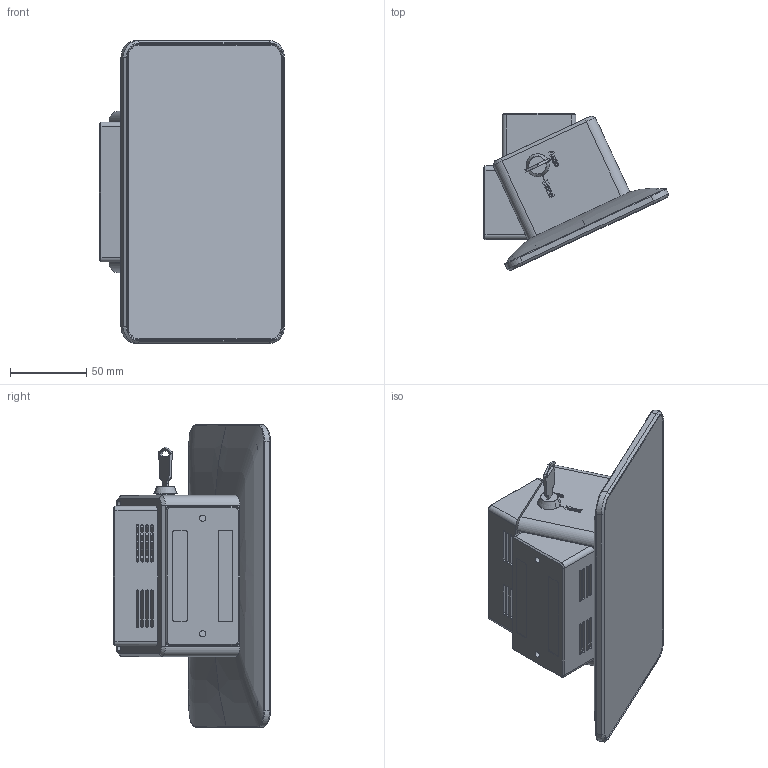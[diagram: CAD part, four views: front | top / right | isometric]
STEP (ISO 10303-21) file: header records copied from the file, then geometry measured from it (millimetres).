
FILE_DESCRIPTION (( 'STEP AP214' ), '1' );
FILE_NAME ('Central Unit 2023.STEP', '2023-02-24T07:45:31', ( 'admin' ), ( '' ), 'SwSTEP 2.0', 'SolidWorks 2021', '' );
FILE_SCHEMA (( 'AUTOMOTIVE_DESIGN' ));
Length unit declared in the file: millimetre
Products named in the file (1): Central Unit 2023
Bounding box: 121.68 x 103.3 x 199 mm (x, y, z)
Volume: 408629.1 mm3; surface area: 338308 mm2
Topology: 47 solids, 47 shells, 2037 faces, 5252 edges, 3467 vertices
Faces by surface type: plane 1191, cylinder 464, bspline 316, cone 56, torus 10
Entity records: 106426 total; most frequent: CARTESIAN_POINT 35342, ORIENTED_EDGE 10488, DIRECTION 8814, EDGE_CURVE 5244, VECTOR 3504, LINE 3504, VERTEX_POINT 3467, AXIS2_PLACEMENT_3D 2655
